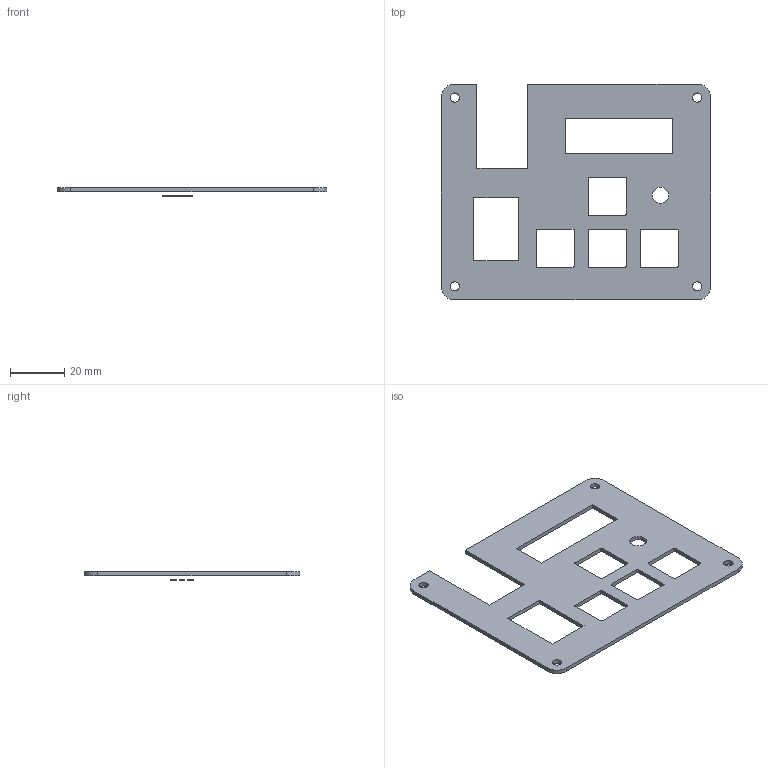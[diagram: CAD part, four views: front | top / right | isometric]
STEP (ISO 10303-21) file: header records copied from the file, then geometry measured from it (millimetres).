
FILE_DESCRIPTION(/* description */ (''),/* implementation_level */ '2;1');
FILE_NAME(/* name */ '3Kxr HackPad v1.1 top case.step',/* time_stamp */ '2026-01-13T09:21:25+08:00',/* author */ (''),/* organization */ (''),/* preprocessor_version */ 'ST-DEVELOPER v20.1',/* originating_system */ 'Autodesk Translation Framework v14.21.0.0',/* authorisation */ '');
FILE_SCHEMA (('AUTOMOTIVE_DESIGN { 1 0 10303 214 3 1 1 }'));
Length unit declared in the file: millimetre
Products named in the file (1): 2026-01-12-19-28-24-988
Bounding box: 99 x 79.3 x 3.2 mm (x, y, z)
Volume: 8273.8 mm3; surface area: 12395.3 mm2
Topology: 18 solids, 18 shells, 394 faces, 1074 edges, 716 vertices
Faces by surface type: bspline 192, plane 177, cylinder 25
Full cylindrical faces by diameter (mm): 3.4 x4, 6 x1
Entity records: 14224 total; most frequent: CARTESIAN_POINT 5449, ORIENTED_EDGE 2148, DIRECTION 1146, EDGE_CURVE 1074, VERTEX_POINT 716, LINE 640, VECTOR 640, EDGE_LOOP 424
